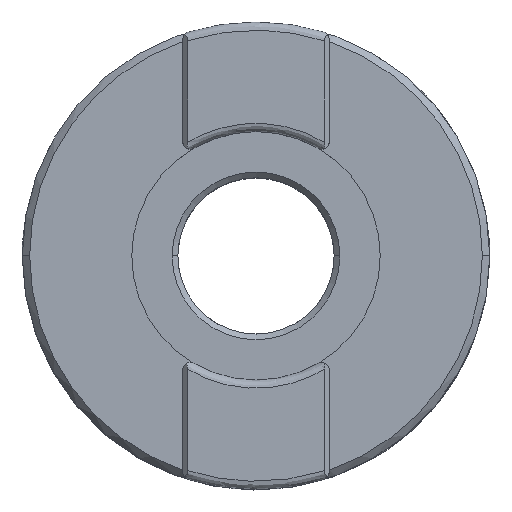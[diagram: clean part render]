
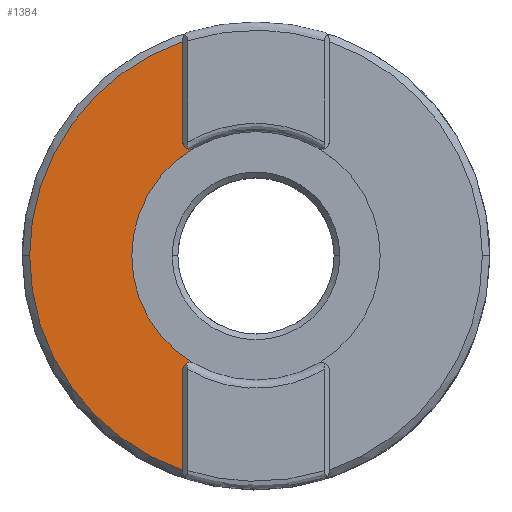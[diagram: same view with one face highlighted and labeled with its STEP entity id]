
A CAD part, top view. The second image highlights one B-rep face of the part: STEP entity #1384.
In plain terms, the highlighted planar face has unit normal (0, 0, 1).
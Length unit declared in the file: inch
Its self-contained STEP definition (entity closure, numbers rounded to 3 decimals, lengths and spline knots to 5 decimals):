
#69 = CARTESIAN_POINT ( 'NONE',  ( -0.29786, 0.51676, 1.05906 ) ) ;
#80 = VERTEX_POINT ( 'NONE', #210 ) ;
#210 = CARTESIAN_POINT ( 'NONE',  ( -0.29786, -0.51676, 1.05906 ) ) ;
#390 = AXIS2_PLACEMENT_3D ( 'NONE', #909, #1492, #2363 ) ;
#593 = VERTEX_POINT ( 'NONE', #69 ) ;
#616 = DIRECTION ( 'NONE',  ( 1., 0., 0. ) ) ;
#617 = ORIENTED_EDGE ( 'NONE', *, *, #2087, .F. ) ;
#707 = AXIS2_PLACEMENT_3D ( 'NONE', #2375, #3299, #1527 ) ;
#749 = CARTESIAN_POINT ( 'NONE',  ( -0.35098, 0.54746, 1.05906 ) ) ;
#767 = EDGE_CURVE ( 'NONE', #2244, #593, #1385, .T. ) ;
#785 = CARTESIAN_POINT ( 'NONE',  ( -0.35098, 0., 1.05906 ) ) ;
#817 = CARTESIAN_POINT ( 'NONE',  ( -1.08661, 0., 1.05906 ) ) ;
#845 = ORIENTED_EDGE ( 'NONE', *, *, #1215, .T. ) ;
#879 = CIRCLE ( 'NONE', #2324, 1.08661 ) ;
#909 = CARTESIAN_POINT ( 'NONE',  ( -0.31555, -0.54746, 1.05906 ) ) ;
#965 = VECTOR ( 'NONE', #1769, 39.37008 ) ;
#1041 = EDGE_CURVE ( 'NONE', #2129, #1388, #3197, .T. ) ;
#1066 = VERTEX_POINT ( 'NONE', #2968 ) ;
#1110 = CARTESIAN_POINT ( 'NONE',  ( 0., 0., 1.05906 ) ) ;
#1118 = AXIS2_PLACEMENT_3D ( 'NONE', #1129, #3452, #3143 ) ;
#1129 = CARTESIAN_POINT ( 'NONE',  ( -0.31555, 0.54746, 1.05906 ) ) ;
#1215 = EDGE_CURVE ( 'NONE', #3056, #1727, #2593, .T. ) ;
#1239 = ORIENTED_EDGE ( 'NONE', *, *, #1546, .T. ) ;
#1384 = ADVANCED_FACE ( 'NONE', ( #2235 ), #1609, .T. ) ;
#1385 = CIRCLE ( 'NONE', #3316, 0.59646 ) ;
#1388 = VERTEX_POINT ( 'NONE', #817 ) ;
#1484 = CARTESIAN_POINT ( 'NONE',  ( 0., 0., 1.05906 ) ) ;
#1492 = DIRECTION ( 'NONE',  ( 0., 0., -1. ) ) ;
#1527 = DIRECTION ( 'NONE',  ( 1., 0., 0. ) ) ;
#1532 = DIRECTION ( 'NONE',  ( -1., 0., 0. ) ) ;
#1546 = EDGE_CURVE ( 'NONE', #593, #3056, #3118, .T. ) ;
#1609 = PLANE ( 'NONE',  #3354 ) ;
#1611 = EDGE_LOOP ( 'NONE', ( #3638, #3348, #1716, #2832, #2916, #1239, #845, #617 ) ) ;
#1716 = ORIENTED_EDGE ( 'NONE', *, *, #2379, .T. ) ;
#1727 = VERTEX_POINT ( 'NONE', #3003 ) ;
#1769 = DIRECTION ( 'NONE',  ( 0., 1., 0. ) ) ;
#1867 = CARTESIAN_POINT ( 'NONE',  ( -0.35098, -1.02837, 1.05906 ) ) ;
#2022 = CIRCLE ( 'NONE', #390, 0.03543 ) ;
#2051 = EDGE_CURVE ( 'NONE', #80, #2244, #2630, .T. ) ;
#2087 = EDGE_CURVE ( 'NONE', #1388, #1727, #879, .T. ) ;
#2091 = DIRECTION ( 'NONE',  ( -1., 0., 0. ) ) ;
#2124 = DIRECTION ( 'NONE',  ( 0., 0., -1. ) ) ;
#2129 = VERTEX_POINT ( 'NONE', #1867 ) ;
#2169 = DIRECTION ( 'NONE',  ( 0., 0., -1. ) ) ;
#2235 = FACE_OUTER_BOUND ( 'NONE', #1611, .T. ) ;
#2244 = VERTEX_POINT ( 'NONE', #3640 ) ;
#2324 = AXIS2_PLACEMENT_3D ( 'NONE', #2693, #2124, #2091 ) ;
#2363 = DIRECTION ( 'NONE',  ( 1., 0., 0. ) ) ;
#2371 = DIRECTION ( 'NONE',  ( 0., 0., -1. ) ) ;
#2375 = CARTESIAN_POINT ( 'NONE',  ( 0., 0., 1.05906 ) ) ;
#2379 = EDGE_CURVE ( 'NONE', #1066, #80, #2022, .T. ) ;
#2477 = VECTOR ( 'NONE', #3475, 39.37008 ) ;
#2573 = CARTESIAN_POINT ( 'NONE',  ( -0.35098, 0., 1.05906 ) ) ;
#2593 = LINE ( 'NONE', #2573, #965 ) ;
#2630 = CIRCLE ( 'NONE', #707, 0.59646 ) ;
#2693 = CARTESIAN_POINT ( 'NONE',  ( 0., 0., 1.05906 ) ) ;
#2700 = CARTESIAN_POINT ( 'NONE',  ( 0., 0., 1.05906 ) ) ;
#2766 = DIRECTION ( 'NONE',  ( 1., 0., 0. ) ) ;
#2832 = ORIENTED_EDGE ( 'NONE', *, *, #2051, .T. ) ;
#2916 = ORIENTED_EDGE ( 'NONE', *, *, #767, .T. ) ;
#2968 = CARTESIAN_POINT ( 'NONE',  ( -0.35098, -0.54746, 1.05906 ) ) ;
#3003 = CARTESIAN_POINT ( 'NONE',  ( -0.35098, 1.02837, 1.05906 ) ) ;
#3056 = VERTEX_POINT ( 'NONE', #749 ) ;
#3118 = CIRCLE ( 'NONE', #1118, 0.03543 ) ;
#3143 = DIRECTION ( 'NONE',  ( 1., 0., 0. ) ) ;
#3197 = CIRCLE ( 'NONE', #3495, 1.08661 ) ;
#3299 = DIRECTION ( 'NONE',  ( 0., 0., -1. ) ) ;
#3316 = AXIS2_PLACEMENT_3D ( 'NONE', #1484, #2371, #616 ) ;
#3321 = EDGE_CURVE ( 'NONE', #2129, #1066, #3367, .T. ) ;
#3345 = DIRECTION ( 'NONE',  ( 0., 0., 1. ) ) ;
#3348 = ORIENTED_EDGE ( 'NONE', *, *, #3321, .T. ) ;
#3354 = AXIS2_PLACEMENT_3D ( 'NONE', #1110, #3345, #2766 ) ;
#3367 = LINE ( 'NONE', #785, #2477 ) ;
#3452 = DIRECTION ( 'NONE',  ( 0., 0., -1. ) ) ;
#3475 = DIRECTION ( 'NONE',  ( 0., 1., 0. ) ) ;
#3495 = AXIS2_PLACEMENT_3D ( 'NONE', #2700, #2169, #1532 ) ;
#3638 = ORIENTED_EDGE ( 'NONE', *, *, #1041, .F. ) ;
#3640 = CARTESIAN_POINT ( 'NONE',  ( -0.59646, 0., 1.05906 ) ) ;
